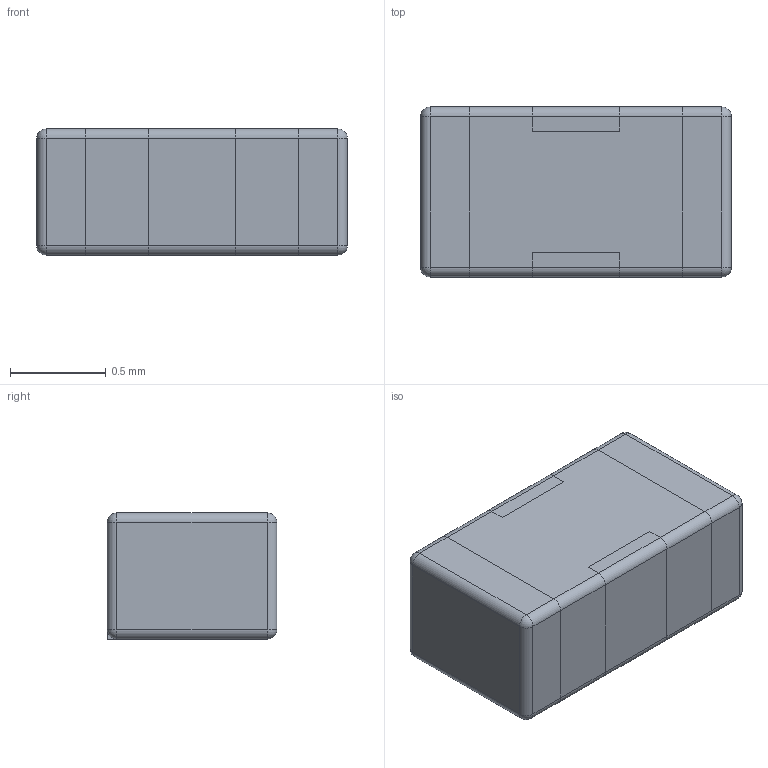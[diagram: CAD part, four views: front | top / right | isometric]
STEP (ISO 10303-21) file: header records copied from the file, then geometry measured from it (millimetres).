
FILE_DESCRIPTION((''),'2;1');
FILE_NAME('CAPC_JOHANSON_0603(X14).stp','2011-03-08T17:16:08',(''),(''),'Mechanical Desktop 2011','Mechanical Desktop 2011',', , ');
FILE_SCHEMA(('AUTOMOTIVE_DESIGN { 1 2 10303 214 1 1 1 1 }'));
Length unit declared in the file: millimetre
Products named in the file (1): Product
Bounding box: 1.63 x 0.89 x 0.66 mm (x, y, z)
Volume: 0.9 mm3; surface area: 10.2 mm2
Topology: 5 solids, 5 shells, 73 faces, 173 edges, 102 vertices
Faces by surface type: plane 30, cylinder 27, sphere 8, bspline 8
Entity records: 2069 total; most frequent: CARTESIAN_POINT 365, DIRECTION 351, ORIENTED_EDGE 330, EDGE_CURVE 165, AXIS2_PLACEMENT_3D 120, VECTOR 111, LINE 111, VERTEX_POINT 102
